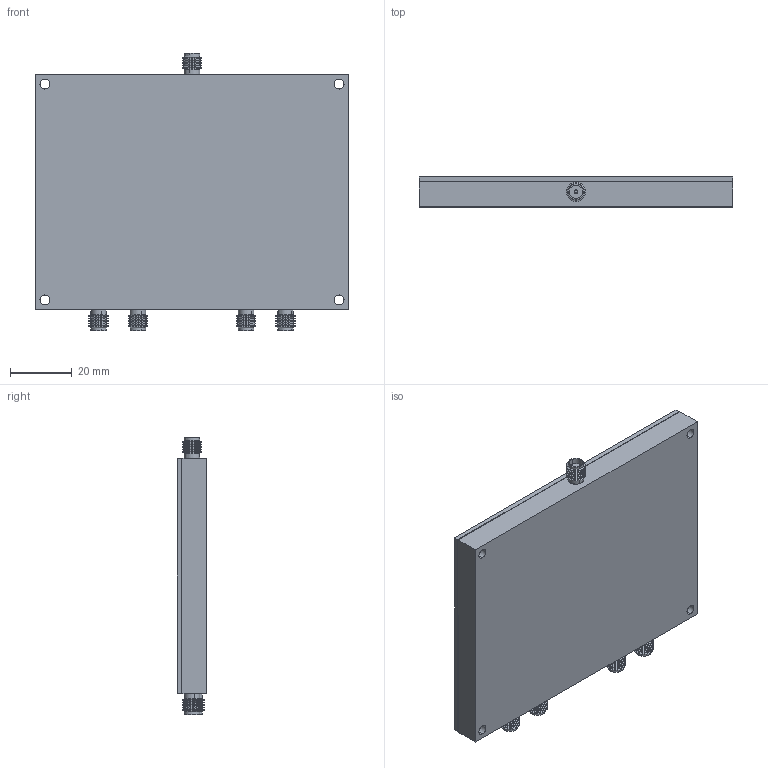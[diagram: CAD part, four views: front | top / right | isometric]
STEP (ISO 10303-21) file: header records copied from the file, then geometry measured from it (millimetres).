
FILE_DESCRIPTION (( 'STEP AP214' ), '1' );
FILE_NAME ('DMS 402_D.STEP', '2022-07-28T15:35:35', ( '' ), ( '' ), 'SwSTEP 2.0', 'SolidWorks 2021', '' );
FILE_SCHEMA (( 'AUTOMOTIVE_DESIGN' ));
Length unit declared in the file: inch
Products named in the file (1): DMS 402_D
Bounding box: 101.6 x 9.65 x 89.71 mm (x, y, z)
Volume: 74852.4 mm3; surface area: 37857.1 mm2
Topology: 17 solids, 17 shells, 1027 faces, 2595 edges, 1640 vertices
Faces by surface type: cylinder 555, plane 265, cone 170, bspline 37
Entity records: 39120 total; most frequent: CARTESIAN_POINT 7674, DIRECTION 5703, ORIENTED_EDGE 5190, EDGE_CURVE 2595, AXIS2_PLACEMENT_3D 2201, VERTEX_POINT 1640, VECTOR 1301, LINE 1301
